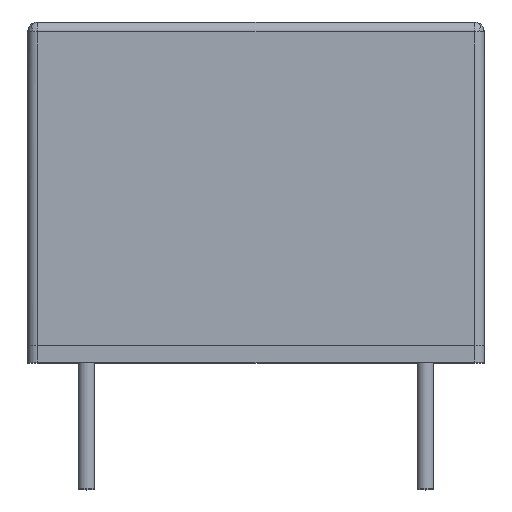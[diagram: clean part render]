
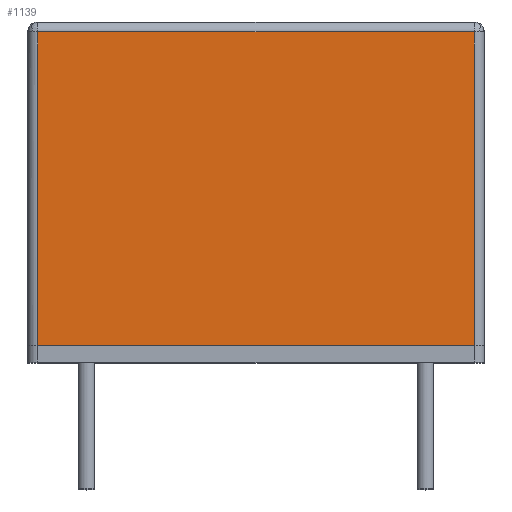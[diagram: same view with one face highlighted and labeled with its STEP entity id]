
A CAD part, top view. The second image highlights one B-rep face of the part: STEP entity #1139.
In plain terms, the highlighted planar face has unit normal (0, 0, 1).
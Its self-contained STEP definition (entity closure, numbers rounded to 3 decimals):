
#16 = VECTOR ( 'NONE', #1473, 1000. ) ;
#134 = CARTESIAN_POINT ( 'NONE',  ( -6.55, 10.2, 11.9 ) ) ;
#143 = ORIENTED_EDGE ( 'NONE', *, *, #796, .T. ) ;
#213 = FACE_OUTER_BOUND ( 'NONE', #717, .T. ) ;
#449 = EDGE_CURVE ( 'NONE', #2029, #1897, #970, .T. ) ;
#473 = VECTOR ( 'NONE', #2156, 1000. ) ;
#524 = EDGE_CURVE ( 'NONE', #611, #785, #1288, .T. ) ;
#611 = VERTEX_POINT ( 'NONE', #1321 ) ;
#637 = CARTESIAN_POINT ( 'NONE',  ( 0., 9.9, 11.9 ) ) ;
#660 = ORIENTED_EDGE ( 'NONE', *, *, #1649, .T. ) ;
#717 = EDGE_LOOP ( 'NONE', ( #660, #1413, #143, #2306 ) ) ;
#785 = VERTEX_POINT ( 'NONE', #2095 ) ;
#796 = EDGE_CURVE ( 'NONE', #1897, #785, #936, .T. ) ;
#818 = CARTESIAN_POINT ( 'NONE',  ( -7., 10.2, 11.9 ) ) ;
#834 = DIRECTION ( 'NONE',  ( 0., -1., 0. ) ) ;
#889 = CARTESIAN_POINT ( 'NONE',  ( 6.55, 0.5, 11.9 ) ) ;
#924 = AXIS2_PLACEMENT_3D ( 'NONE', #818, #2266, #1967 ) ;
#936 = LINE ( 'NONE', #1949, #473 ) ;
#970 = LINE ( 'NONE', #1940, #16 ) ;
#1139 = ADVANCED_FACE ( 'NONE', ( #213 ), #1727, .T. ) ;
#1187 = CARTESIAN_POINT ( 'NONE',  ( -6.55, 0.5, 11.9 ) ) ;
#1288 = LINE ( 'NONE', #637, #1651 ) ;
#1321 = CARTESIAN_POINT ( 'NONE',  ( -6.55, 9.9, 11.9 ) ) ;
#1413 = ORIENTED_EDGE ( 'NONE', *, *, #449, .T. ) ;
#1448 = LINE ( 'NONE', #134, #1618 ) ;
#1473 = DIRECTION ( 'NONE',  ( 1., 0., 0. ) ) ;
#1618 = VECTOR ( 'NONE', #834, 1000. ) ;
#1649 = EDGE_CURVE ( 'NONE', #611, #2029, #1448, .T. ) ;
#1651 = VECTOR ( 'NONE', #2045, 1000. ) ;
#1727 = PLANE ( 'NONE',  #924 ) ;
#1897 = VERTEX_POINT ( 'NONE', #889 ) ;
#1940 = CARTESIAN_POINT ( 'NONE',  ( -7., 0.5, 11.9 ) ) ;
#1949 = CARTESIAN_POINT ( 'NONE',  ( 6.55, 10.2, 11.9 ) ) ;
#1967 = DIRECTION ( 'NONE',  ( -1., 0., 0. ) ) ;
#2029 = VERTEX_POINT ( 'NONE', #1187 ) ;
#2045 = DIRECTION ( 'NONE',  ( 1., 0., 0. ) ) ;
#2095 = CARTESIAN_POINT ( 'NONE',  ( 6.55, 9.9, 11.9 ) ) ;
#2156 = DIRECTION ( 'NONE',  ( 0., 1., 0. ) ) ;
#2266 = DIRECTION ( 'NONE',  ( 0., 0., 1. ) ) ;
#2306 = ORIENTED_EDGE ( 'NONE', *, *, #524, .F. ) ;
